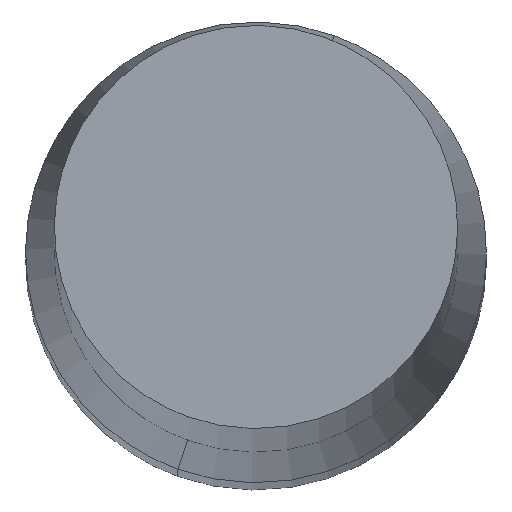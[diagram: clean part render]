
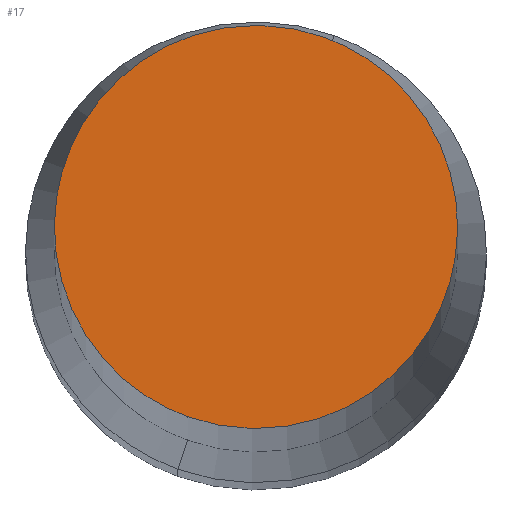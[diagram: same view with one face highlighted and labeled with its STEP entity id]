
A CAD part, top view. The second image highlights one B-rep face of the part: STEP entity #17.
In plain terms, the highlighted planar face has unit normal (0, 0, 1).
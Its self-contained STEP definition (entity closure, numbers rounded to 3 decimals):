
#17 = ADVANCED_FACE('',(#18),#34,.T.);
#18 = FACE_BOUND('',#19,.T.);
#19 = EDGE_LOOP('',(#20,#87));
#20 = ORIENTED_EDGE('',*,*,#21,.T.);
#21 = EDGE_CURVE('',#22,#24,#26,.T.);
#22 = VERTEX_POINT('',#23);
#23 = CARTESIAN_POINT('',(240.116,246.402,
    396.058));
#24 = VERTEX_POINT('',#25);
#25 = CARTESIAN_POINT('',(240.71,248.048,
    396.058));
#26 = SURFACE_CURVE('',#27,(#33,#47),.PCURVE_S1.);
#27 = ( BOUNDED_CURVE() B_SPLINE_CURVE(2,(#28,#29,#30,#31,#32),
.UNSPECIFIED.,.F.,.F.) B_SPLINE_CURVE_WITH_KNOTS((3,2,3),(
    -5.498,-4.123,-2.749),.UNSPECIFIED.) 
CURVE() GEOMETRIC_REPRESENTATION_ITEM() RATIONAL_B_SPLINE_CURVE((1.,
0.707,1.,0.707,1.)) REPRESENTATION_ITEM('') );
#28 = CARTESIAN_POINT('',(240.116,246.402,
    396.058));
#29 = CARTESIAN_POINT('',(240.939,246.105,
    396.058));
#30 = CARTESIAN_POINT('',(241.236,246.928,
    396.058));
#31 = CARTESIAN_POINT('',(241.533,247.751,
    396.058));
#32 = CARTESIAN_POINT('',(240.71,248.048,
    396.058));
#33 = PCURVE('',#34,#39);
#34 = PLANE('',#35);
#35 = AXIS2_PLACEMENT_3D('',#36,#37,#38);
#36 = CARTESIAN_POINT('',(238.915,246.522,
    396.058));
#37 = DIRECTION('',(0.,0.,1.));
#38 = DIRECTION('',(-0.941,0.34,0.)
  );
#39 = DEFINITIONAL_REPRESENTATION('',(#40),#46);
#40 = ( BOUNDED_CURVE() B_SPLINE_CURVE(2,(#41,#42,#43,#44,#45),
.UNSPECIFIED.,.F.,.F.) B_SPLINE_CURVE_WITH_KNOTS((3,2,3),(
    -5.498,-4.123,-2.749),.UNSPECIFIED.) 
CURVE() GEOMETRIC_REPRESENTATION_ITEM() RATIONAL_B_SPLINE_CURVE((1.,
0.707,1.,0.707,1.)) REPRESENTATION_ITEM('') );
#41 = CARTESIAN_POINT('',(-1.17,-0.295));
#42 = CARTESIAN_POINT('',(-2.045,-0.295));
#43 = CARTESIAN_POINT('',(-2.045,-1.17));
#44 = CARTESIAN_POINT('',(-2.045,-2.045));
#45 = CARTESIAN_POINT('',(-1.17,-2.045));
#46 = ( GEOMETRIC_REPRESENTATION_CONTEXT(2) 
PARAMETRIC_REPRESENTATION_CONTEXT() REPRESENTATION_CONTEXT('2D SPACE',''
  ) );
#47 = PCURVE('',#48,#59);
#48 = ( BOUNDED_SURFACE() B_SPLINE_SURFACE(2,1,(
    (#49,#50)
    ,(#51,#52)
    ,(#53,#54)
    ,(#55,#56)
,(#57,#58
    )),.UNSPECIFIED.,.F.,.F.,.F.) B_SPLINE_SURFACE_WITH_KNOTS((3,2,3),(2
    ,2),(3.142,4.712,6.283),(0.,70.118
),.PIECEWISE_BEZIER_KNOTS.) GEOMETRIC_REPRESENTATION_ITEM() 
RATIONAL_B_SPLINE_SURFACE((
    (1.,1.)
    ,(0.707,0.707)
    ,(1.,1.)
    ,(0.707,0.707)
,(1.,1.))) REPRESENTATION_ITEM('') SURFACE() );
#49 = CARTESIAN_POINT('',(240.71,248.048,
    402.001));
#50 = CARTESIAN_POINT('',(240.71,248.048,
    331.883));
#51 = CARTESIAN_POINT('',(241.533,247.751,402.001
    ));
#52 = CARTESIAN_POINT('',(241.533,247.751,
    331.883));
#53 = CARTESIAN_POINT('',(241.236,246.928,
    402.001));
#54 = CARTESIAN_POINT('',(241.236,246.928,
    331.883));
#55 = CARTESIAN_POINT('',(240.939,246.105,
    402.001));
#56 = CARTESIAN_POINT('',(240.939,246.105,
    331.883));
#57 = CARTESIAN_POINT('',(240.116,246.402,
    402.001));
#58 = CARTESIAN_POINT('',(240.116,246.402,
    331.883));
#59 = DEFINITIONAL_REPRESENTATION('',(#60),#86);
#60 = B_SPLINE_CURVE_WITH_KNOTS('',3,(#61,#62,#63,#64,#65,#66,#67,#68,
    #69,#70,#71,#72,#73,#74,#75,#76,#77,#78,#79,#80,#81,#82,#83,#84,#85)
  ,.UNSPECIFIED.,.F.,.F.,(4,1,1,1,1,1,1,1,1,1,1,1,1,1,1,1,1,1,1,1,1,1,4)
  ,(-5.498,-5.373,-5.248,-5.123,
    -4.998,-4.873,-4.748,-4.623,
    -4.498,-4.373,-4.248,-4.123,
    -3.998,-3.873,-3.748,-3.624,
    -3.499,-3.374,-3.249,-3.124,
    -2.999,-2.874,-2.749),
  .QUASI_UNIFORM_KNOTS.);
#61 = CARTESIAN_POINT('',(6.283,5.943));
#62 = CARTESIAN_POINT('',(6.236,5.943));
#63 = CARTESIAN_POINT('',(6.14,5.943));
#64 = CARTESIAN_POINT('',(5.998,5.943));
#65 = CARTESIAN_POINT('',(5.855,5.943));
#66 = CARTESIAN_POINT('',(5.712,5.943));
#67 = CARTESIAN_POINT('',(5.569,5.943));
#68 = CARTESIAN_POINT('',(5.426,5.943));
#69 = CARTESIAN_POINT('',(5.284,5.943));
#70 = CARTESIAN_POINT('',(5.141,5.943));
#71 = CARTESIAN_POINT('',(4.998,5.943));
#72 = CARTESIAN_POINT('',(4.855,5.943));
#73 = CARTESIAN_POINT('',(4.712,5.943));
#74 = CARTESIAN_POINT('',(4.57,5.943));
#75 = CARTESIAN_POINT('',(4.427,5.943));
#76 = CARTESIAN_POINT('',(4.284,5.943));
#77 = CARTESIAN_POINT('',(4.141,5.943));
#78 = CARTESIAN_POINT('',(3.998,5.943));
#79 = CARTESIAN_POINT('',(3.856,5.943));
#80 = CARTESIAN_POINT('',(3.713,5.943));
#81 = CARTESIAN_POINT('',(3.57,5.943));
#82 = CARTESIAN_POINT('',(3.427,5.943));
#83 = CARTESIAN_POINT('',(3.284,5.943));
#84 = CARTESIAN_POINT('',(3.189,5.943));
#85 = CARTESIAN_POINT('',(3.142,5.943));
#86 = ( GEOMETRIC_REPRESENTATION_CONTEXT(2) 
PARAMETRIC_REPRESENTATION_CONTEXT() REPRESENTATION_CONTEXT('2D SPACE',''
  ) );
#87 = ORIENTED_EDGE('',*,*,#88,.T.);
#88 = EDGE_CURVE('',#24,#22,#89,.T.);
#89 = SURFACE_CURVE('',#90,(#96,#105),.PCURVE_S1.);
#90 = ( BOUNDED_CURVE() B_SPLINE_CURVE(2,(#91,#92,#93,#94,#95),
.UNSPECIFIED.,.F.,.F.) B_SPLINE_CURVE_WITH_KNOTS((3,2,3),(
-2.749,-1.374,0.),.UNSPECIFIED.) CURVE() 
GEOMETRIC_REPRESENTATION_ITEM() RATIONAL_B_SPLINE_CURVE((1.,
0.707,1.,0.707,1.)) REPRESENTATION_ITEM('') );
#91 = CARTESIAN_POINT('',(240.71,248.048,
    396.058));
#92 = CARTESIAN_POINT('',(239.888,248.345,
    396.058));
#93 = CARTESIAN_POINT('',(239.59,247.522,396.058)
  );
#94 = CARTESIAN_POINT('',(239.293,246.699,396.058
    ));
#95 = CARTESIAN_POINT('',(240.116,246.402,
    396.058));
#96 = PCURVE('',#34,#97);
#97 = DEFINITIONAL_REPRESENTATION('',(#98),#104);
#98 = ( BOUNDED_CURVE() B_SPLINE_CURVE(2,(#99,#100,#101,#102,#103),
.UNSPECIFIED.,.F.,.F.) B_SPLINE_CURVE_WITH_KNOTS((3,2,3),(
-2.749,-1.374,0.),.UNSPECIFIED.) CURVE() 
GEOMETRIC_REPRESENTATION_ITEM() RATIONAL_B_SPLINE_CURVE((1.,
0.707,1.,0.707,1.)) REPRESENTATION_ITEM('') );
#99 = CARTESIAN_POINT('',(-1.17,-2.045));
#100 = CARTESIAN_POINT('',(-0.295,-2.045));
#101 = CARTESIAN_POINT('',(-0.295,-1.17));
#102 = CARTESIAN_POINT('',(-0.295,-0.295));
#103 = CARTESIAN_POINT('',(-1.17,-0.295));
#104 = ( GEOMETRIC_REPRESENTATION_CONTEXT(2) 
PARAMETRIC_REPRESENTATION_CONTEXT() REPRESENTATION_CONTEXT('2D SPACE',''
  ) );
#105 = PCURVE('',#106,#117);
#106 = ( BOUNDED_SURFACE() B_SPLINE_SURFACE(2,1,(
    (#107,#108)
    ,(#109,#110)
    ,(#111,#112)
    ,(#113,#114)
,(#115,#116
    )),.UNSPECIFIED.,.F.,.F.,.F.) B_SPLINE_SURFACE_WITH_KNOTS((3,2,3),(2
    ,2),(0.,1.571,3.142),(0.,70.118),
.UNSPECIFIED.) GEOMETRIC_REPRESENTATION_ITEM() RATIONAL_B_SPLINE_SURFACE
((
    (1.,1.)
    ,(0.707,0.707)
    ,(1.,1.)
    ,(0.707,0.707)
,(1.,1.))) REPRESENTATION_ITEM('') SURFACE() );
#107 = CARTESIAN_POINT('',(240.116,246.402,
    402.001));
#108 = CARTESIAN_POINT('',(240.116,246.402,
    331.883));
#109 = CARTESIAN_POINT('',(239.293,246.699,
    402.001));
#110 = CARTESIAN_POINT('',(239.293,246.699,
    331.883));
#111 = CARTESIAN_POINT('',(239.59,247.522,402.001
    ));
#112 = CARTESIAN_POINT('',(239.59,247.522,
    331.883));
#113 = CARTESIAN_POINT('',(239.888,248.345,
    402.001));
#114 = CARTESIAN_POINT('',(239.888,248.345,
    331.883));
#115 = CARTESIAN_POINT('',(240.71,248.048,
    402.001));
#116 = CARTESIAN_POINT('',(240.71,248.048,
    331.883));
#117 = DEFINITIONAL_REPRESENTATION('',(#118),#144);
#118 = B_SPLINE_CURVE_WITH_KNOTS('',3,(#119,#120,#121,#122,#123,#124,
    #125,#126,#127,#128,#129,#130,#131,#132,#133,#134,#135,#136,#137,
    #138,#139,#140,#141,#142,#143),.UNSPECIFIED.,.F.,.F.,(4,1,1,1,1,1,1,
    1,1,1,1,1,1,1,1,1,1,1,1,1,1,1,4),(-2.749,-2.624,
    -2.499,-2.374,-2.249,-2.124,
    -1.999,-1.874,-1.749,-1.624,
    -1.499,-1.374,-1.249,-1.125,
    -1.,-0.875,-0.75,-0.625,
    -0.5,-0.375,-0.25,-0.125,0.),
  .UNSPECIFIED.);
#119 = CARTESIAN_POINT('',(3.142,5.943));
#120 = CARTESIAN_POINT('',(3.094,5.943));
#121 = CARTESIAN_POINT('',(2.999,5.943));
#122 = CARTESIAN_POINT('',(2.856,5.943));
#123 = CARTESIAN_POINT('',(2.713,5.943));
#124 = CARTESIAN_POINT('',(2.57,5.943));
#125 = CARTESIAN_POINT('',(2.428,5.943));
#126 = CARTESIAN_POINT('',(2.285,5.943));
#127 = CARTESIAN_POINT('',(2.142,5.943));
#128 = CARTESIAN_POINT('',(1.999,5.943));
#129 = CARTESIAN_POINT('',(1.856,5.943));
#130 = CARTESIAN_POINT('',(1.714,5.943));
#131 = CARTESIAN_POINT('',(1.571,5.943));
#132 = CARTESIAN_POINT('',(1.428,5.943));
#133 = CARTESIAN_POINT('',(1.285,5.943));
#134 = CARTESIAN_POINT('',(1.142,5.943));
#135 = CARTESIAN_POINT('',(1.,5.943));
#136 = CARTESIAN_POINT('',(0.857,5.943));
#137 = CARTESIAN_POINT('',(0.714,5.943));
#138 = CARTESIAN_POINT('',(0.571,5.943));
#139 = CARTESIAN_POINT('',(0.428,5.943));
#140 = CARTESIAN_POINT('',(0.286,5.943));
#141 = CARTESIAN_POINT('',(0.143,5.943));
#142 = CARTESIAN_POINT('',(0.048,5.943));
#143 = CARTESIAN_POINT('',(0.,5.943));
#144 = ( GEOMETRIC_REPRESENTATION_CONTEXT(2) 
PARAMETRIC_REPRESENTATION_CONTEXT() REPRESENTATION_CONTEXT('2D SPACE',''
  ) );
